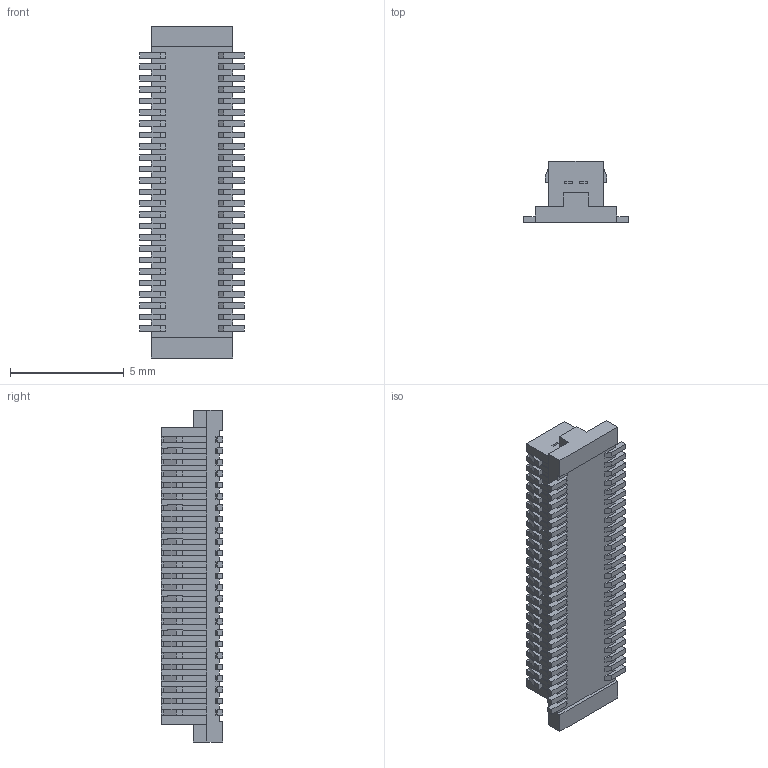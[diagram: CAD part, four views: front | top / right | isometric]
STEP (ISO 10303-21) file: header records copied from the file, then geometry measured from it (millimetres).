
FILE_DESCRIPTION(('OneSpaceDesigner STEP Export'),'2;1');
FILE_NAME('DF12C-50DS-0.5V.stp','2007-03-19T15:24:58',(''),(''),'OneSpace Designer STEP processor (Jan. 2003) for AP214(CD)(Solid Model)','OneSpace Designer 12.00 10-Sep-2003 (C) CoCreate Software GmbH','');
FILE_SCHEMA(('AUTOMOTIVE_DESIGN_CC2 {1 2 10303 214 -1 1 5 1}'));
Length unit declared in the file: millimetre
Products named in the file (1): DF12C-50DS-0.5V
Bounding box: 4.6 x 2.7 x 14.6 mm (x, y, z)
Volume: 90.3 mm3; surface area: 376 mm2
Topology: 1 solids, 41 shells, 1572 faces, 4614 edges, 3026 vertices
Faces by surface type: plane 1572
Entity records: 49410 total; most frequent: ORIENTED_EDGE 9228, CARTESIAN_POINT 8871, DIRECTION 7156, EDGE_CURVE 4614, VECTOR 4534, LINE 4534, VERTEX_POINT 3026, EDGE_LOOP 1574
